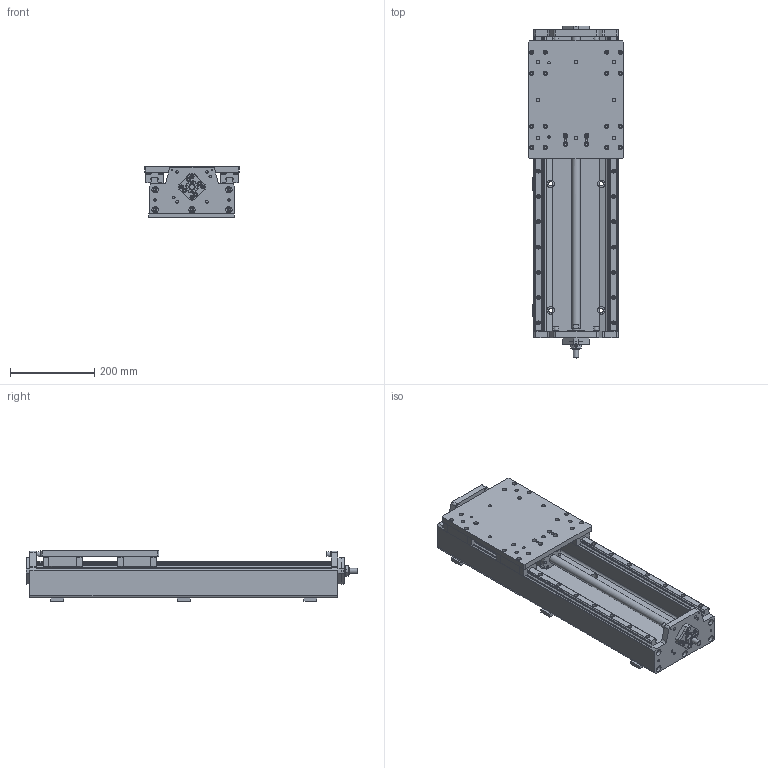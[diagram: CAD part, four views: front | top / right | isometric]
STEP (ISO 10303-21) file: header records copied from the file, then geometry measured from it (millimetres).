
FILE_DESCRIPTION((''),'2;1');
FILE_NAME('KK-HD-225-20-20XX-0700.stp','2009-03-21T11:41:06',('kurt'),(''),'Autodesk Inventor 2008','Autodesk Inventor 2008','');
FILE_SCHEMA(('AUTOMOTIVE_DESIGN { 1 0 10303 214 1 1 1 1 }'));
Length unit declared in the file: millimetre
Products named in the file (1): Part287
Bounding box: 225 x 787 x 120 mm (x, y, z)
Volume: 7137746.1 mm3; surface area: 902336.5 mm2
Topology: 1 solids, 19 shells, 2374 faces, 6285 edges, 4140 vertices
Faces by surface type: plane 1561, cylinder 441, bspline 247, cone 109, torus 16
Full cylindrical faces by diameter (mm): 2.459 x4, 3 x5, 3.5 x4, 4.134 x32, 4.917 x10, 5 x16, 5.5 x28, 6 x38, 6.6 x14, 6.647 x10, 7.5 x4, 8.376 x8, 9 x10, 9.5 x36, 10 x16, 10.106 x6, 11 x12, 12 x1, 14.3 x1, 15 x14, 18 x7, 20 x2, 20.44 x4, 20.5 x1, 20.733 x2, 21 x1, 26.56 x4, 28 x2, 30.8 x2, 32 x1
Entity records: 77835 total; most frequent: CARTESIAN_POINT 19315, ORIENTED_EDGE 11560, DIRECTION 10568, EDGE_CURVE 5780, VECTOR 4200, LINE 4200, VERTEX_POINT 4030, AXIS2_PLACEMENT_3D 3184
